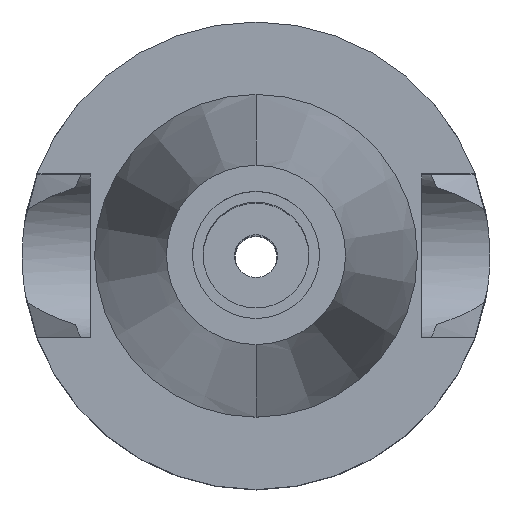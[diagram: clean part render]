
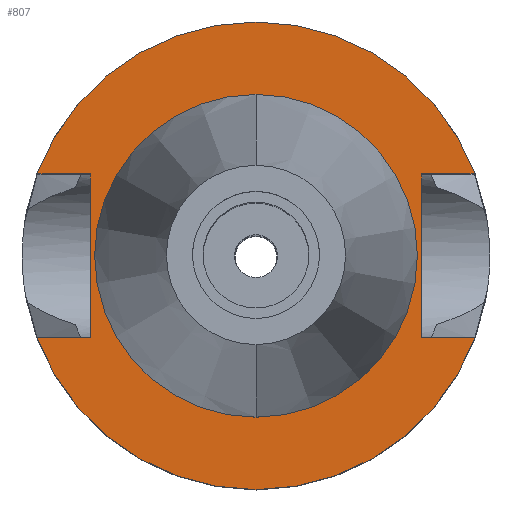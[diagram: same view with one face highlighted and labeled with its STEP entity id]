
A CAD part, top view. The second image highlights one B-rep face of the part: STEP entity #807.
In plain terms, the highlighted planar face has unit normal (0, 0, 1).
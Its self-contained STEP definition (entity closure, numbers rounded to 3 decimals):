
#24 = CIRCLE ( 'NONE', #1983, 15.875 ) ;
#67 = EDGE_CURVE ( 'NONE', #2154, #2095, #2520, .T. ) ;
#97 = ORIENTED_EDGE ( 'NONE', *, *, #67, .F. ) ;
#125 = DIRECTION ( 'NONE',  ( 0., 0., 1. ) ) ;
#133 = ORIENTED_EDGE ( 'NONE', *, *, #2832, .T. ) ;
#138 = CARTESIAN_POINT ( 'NONE',  ( 0., 0., -1. ) ) ;
#199 = LINE ( 'NONE', #1094, #2590 ) ;
#258 = DIRECTION ( 'NONE',  ( 0., -1., 0. ) ) ;
#284 = EDGE_CURVE ( 'NONE', #1536, #1127, #1044, .T. ) ;
#302 = EDGE_CURVE ( 'NONE', #2154, #406, #2473, .T. ) ;
#365 = DIRECTION ( 'NONE',  ( 0., 1., 0. ) ) ;
#406 = VERTEX_POINT ( 'NONE', #1632 ) ;
#534 = EDGE_CURVE ( 'NONE', #2095, #2376, #818, .T. ) ;
#537 = CARTESIAN_POINT ( 'NONE',  ( -21.547, -8.05, -1. ) ) ;
#565 = CARTESIAN_POINT ( 'NONE',  ( 0., 0., -1. ) ) ;
#666 = LINE ( 'NONE', #1583, #2180 ) ;
#672 = PLANE ( 'NONE',  #2084 ) ;
#695 = EDGE_LOOP ( 'NONE', ( #855, #1237 ) ) ;
#718 = VECTOR ( 'NONE', #1350, 1000. ) ;
#767 = VECTOR ( 'NONE', #2408, 1000. ) ;
#800 = CARTESIAN_POINT ( 'NONE',  ( -16.3, 8.05, -1. ) ) ;
#807 = ADVANCED_FACE ( 'NONE', ( #1774, #2250 ), #672, .F. ) ;
#811 = ORIENTED_EDGE ( 'NONE', *, *, #2653, .F. ) ;
#818 = LINE ( 'NONE', #1713, #767 ) ;
#852 = CARTESIAN_POINT ( 'NONE',  ( 0., 0., -1. ) ) ;
#855 = ORIENTED_EDGE ( 'NONE', *, *, #1977, .F. ) ;
#858 = CARTESIAN_POINT ( 'NONE',  ( 16.3, 8.05, -1. ) ) ;
#923 = VERTEX_POINT ( 'NONE', #1225 ) ;
#975 = ORIENTED_EDGE ( 'NONE', *, *, #2148, .F. ) ;
#987 = ORIENTED_EDGE ( 'NONE', *, *, #284, .F. ) ;
#1016 = DIRECTION ( 'NONE',  ( 0., -1., 0. ) ) ;
#1044 = LINE ( 'NONE', #1310, #1199 ) ;
#1094 = CARTESIAN_POINT ( 'NONE',  ( -16.3, -8.05, -1. ) ) ;
#1127 = VERTEX_POINT ( 'NONE', #2571 ) ;
#1199 = VECTOR ( 'NONE', #2248, 1000. ) ;
#1225 = CARTESIAN_POINT ( 'NONE',  ( -16.3, -8.05, -1. ) ) ;
#1230 = CARTESIAN_POINT ( 'NONE',  ( 0., -15.875, -1. ) ) ;
#1237 = ORIENTED_EDGE ( 'NONE', *, *, #2686, .F. ) ;
#1246 = CARTESIAN_POINT ( 'NONE',  ( 16.3, -8.05, -1. ) ) ;
#1310 = CARTESIAN_POINT ( 'NONE',  ( -16.3, 8.05, -1. ) ) ;
#1350 = DIRECTION ( 'NONE',  ( 1., 0., 0. ) ) ;
#1373 = VERTEX_POINT ( 'NONE', #1866 ) ;
#1422 = CARTESIAN_POINT ( 'NONE',  ( 16.3, 8.05, -1. ) ) ;
#1430 = VECTOR ( 'NONE', #258, 1000. ) ;
#1479 = CIRCLE ( 'NONE', #1610, 23.002 ) ;
#1526 = DIRECTION ( 'NONE',  ( 0., -1., 0. ) ) ;
#1536 = VERTEX_POINT ( 'NONE', #800 ) ;
#1565 = DIRECTION ( 'NONE',  ( -1., 0., 0. ) ) ;
#1583 = CARTESIAN_POINT ( 'NONE',  ( -16.3, -8.05, -1. ) ) ;
#1610 = AXIS2_PLACEMENT_3D ( 'NONE', #1656, #2335, #1526 ) ;
#1631 = CARTESIAN_POINT ( 'NONE',  ( 0., 0., -1. ) ) ;
#1632 = CARTESIAN_POINT ( 'NONE',  ( 21.547, 8.05, -1. ) ) ;
#1656 = CARTESIAN_POINT ( 'NONE',  ( 0., 0., -1. ) ) ;
#1660 = CARTESIAN_POINT ( 'NONE',  ( 16.3, 8.05, -1. ) ) ;
#1673 = EDGE_CURVE ( 'NONE', #923, #1536, #199, .T. ) ;
#1713 = CARTESIAN_POINT ( 'NONE',  ( 16.3, -8.05, -1. ) ) ;
#1749 = DIRECTION ( 'NONE',  ( 0., 1., 0. ) ) ;
#1765 = EDGE_LOOP ( 'NONE', ( #133, #811, #2487, #97, #2327, #975, #987, #1933 ) ) ;
#1774 = FACE_OUTER_BOUND ( 'NONE', #1765, .T. ) ;
#1866 = CARTESIAN_POINT ( 'NONE',  ( 0., 15.875, -1. ) ) ;
#1874 = DIRECTION ( 'NONE',  ( 0., 1., 0. ) ) ;
#1902 = DIRECTION ( 'NONE',  ( 0., 0., -1. ) ) ;
#1933 = ORIENTED_EDGE ( 'NONE', *, *, #1673, .F. ) ;
#1977 = EDGE_CURVE ( 'NONE', #1373, #2184, #2458, .T. ) ;
#1978 = DIRECTION ( 'NONE',  ( 0., 0., -1. ) ) ;
#1983 = AXIS2_PLACEMENT_3D ( 'NONE', #138, #125, #1016 ) ;
#2020 = CARTESIAN_POINT ( 'NONE',  ( 21.547, -8.05, -1. ) ) ;
#2021 = VERTEX_POINT ( 'NONE', #537 ) ;
#2084 = AXIS2_PLACEMENT_3D ( 'NONE', #852, #1978, #2464 ) ;
#2095 = VERTEX_POINT ( 'NONE', #1246 ) ;
#2148 = EDGE_CURVE ( 'NONE', #1127, #406, #2573, .T. ) ;
#2154 = VERTEX_POINT ( 'NONE', #1660 ) ;
#2180 = VECTOR ( 'NONE', #1565, 1000. ) ;
#2184 = VERTEX_POINT ( 'NONE', #1230 ) ;
#2248 = DIRECTION ( 'NONE',  ( -1., 0., 0. ) ) ;
#2250 = FACE_BOUND ( 'NONE', #695, .T. ) ;
#2280 = AXIS2_PLACEMENT_3D ( 'NONE', #1631, #2521, #1874 ) ;
#2327 = ORIENTED_EDGE ( 'NONE', *, *, #302, .T. ) ;
#2335 = DIRECTION ( 'NONE',  ( 0., 0., -1. ) ) ;
#2376 = VERTEX_POINT ( 'NONE', #2020 ) ;
#2408 = DIRECTION ( 'NONE',  ( 1., 0., 0. ) ) ;
#2431 = AXIS2_PLACEMENT_3D ( 'NONE', #565, #1902, #365 ) ;
#2458 = CIRCLE ( 'NONE', #2280, 15.875 ) ;
#2464 = DIRECTION ( 'NONE',  ( 0., -1., 0. ) ) ;
#2473 = LINE ( 'NONE', #858, #718 ) ;
#2487 = ORIENTED_EDGE ( 'NONE', *, *, #534, .F. ) ;
#2520 = LINE ( 'NONE', #1422, #1430 ) ;
#2521 = DIRECTION ( 'NONE',  ( 0., 0., 1. ) ) ;
#2571 = CARTESIAN_POINT ( 'NONE',  ( -21.547, 8.05, -1. ) ) ;
#2573 = CIRCLE ( 'NONE', #2431, 23.002 ) ;
#2590 = VECTOR ( 'NONE', #1749, 1000. ) ;
#2653 = EDGE_CURVE ( 'NONE', #2376, #2021, #1479, .T. ) ;
#2686 = EDGE_CURVE ( 'NONE', #2184, #1373, #24, .T. ) ;
#2832 = EDGE_CURVE ( 'NONE', #923, #2021, #666, .T. ) ;
